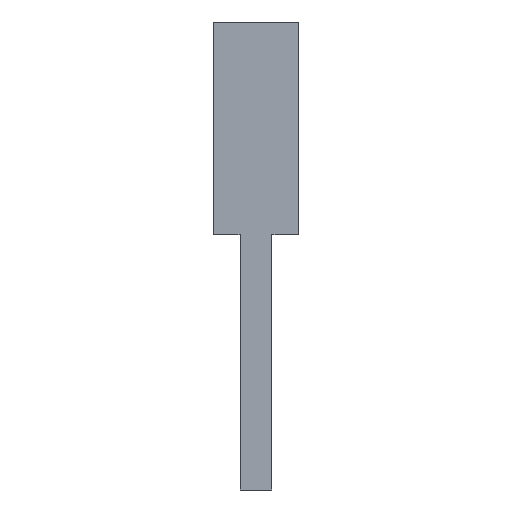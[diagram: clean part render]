
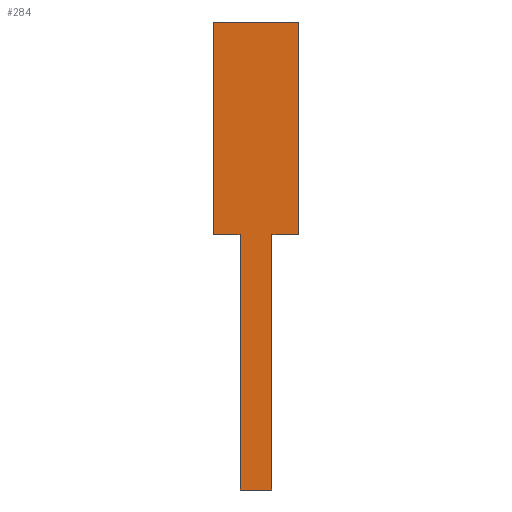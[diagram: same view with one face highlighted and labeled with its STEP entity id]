
A CAD part, left-side view. The second image highlights one B-rep face of the part: STEP entity #284.
In plain terms, the highlighted planar face has unit normal (-1, 0, 0).
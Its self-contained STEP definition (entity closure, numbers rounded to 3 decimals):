
#1 = VECTOR ( 'NONE', #31, 1000. ) ;
#6 = ORIENTED_EDGE ( 'NONE', *, *, #132, .F. ) ;
#14 = ORIENTED_EDGE ( 'NONE', *, *, #33, .F. ) ;
#19 = CARTESIAN_POINT ( 'NONE',  ( -6., -0.75, -22. ) ) ;
#21 = CARTESIAN_POINT ( 'NONE',  ( -6., -0.75, -10. ) ) ;
#22 = ORIENTED_EDGE ( 'NONE', *, *, #140, .F. ) ;
#25 = CARTESIAN_POINT ( 'NONE',  ( -6., -2., -10. ) ) ;
#26 = EDGE_LOOP ( 'NONE', ( #302, #232, #246, #22, #14, #6, #58, #278 ) ) ;
#31 = DIRECTION ( 'NONE',  ( 0., 0., -1. ) ) ;
#33 = EDGE_CURVE ( 'NONE', #199, #167, #155, .T. ) ;
#57 = VECTOR ( 'NONE', #99, 1000. ) ;
#58 = ORIENTED_EDGE ( 'NONE', *, *, #157, .F. ) ;
#71 = DIRECTION ( 'NONE',  ( 0., 1., 0. ) ) ;
#73 = DIRECTION ( 'NONE',  ( 0., 0., -1. ) ) ;
#76 = DIRECTION ( 'NONE',  ( 0., 1., 0. ) ) ;
#79 = CARTESIAN_POINT ( 'NONE',  ( -6., -0.75, -10. ) ) ;
#86 = CARTESIAN_POINT ( 'NONE',  ( -6., 0., 0. ) ) ;
#88 = LINE ( 'NONE', #21, #318 ) ;
#89 = VECTOR ( 'NONE', #71, 1000. ) ;
#99 = DIRECTION ( 'NONE',  ( 0., 0., 1. ) ) ;
#100 = CARTESIAN_POINT ( 'NONE',  ( -6., 2., 0. ) ) ;
#105 = LINE ( 'NONE', #149, #1 ) ;
#116 = VERTEX_POINT ( 'NONE', #190 ) ;
#121 = CARTESIAN_POINT ( 'NONE',  ( -6., 0.75, -22. ) ) ;
#124 = VERTEX_POINT ( 'NONE', #327 ) ;
#127 = VECTOR ( 'NONE', #142, 1000. ) ;
#132 = EDGE_CURVE ( 'NONE', #116, #199, #88, .T. ) ;
#140 = EDGE_CURVE ( 'NONE', #167, #191, #233, .T. ) ;
#142 = DIRECTION ( 'NONE',  ( 0., -1., 0. ) ) ;
#148 = CARTESIAN_POINT ( 'NONE',  ( -6., 2., -10. ) ) ;
#149 = CARTESIAN_POINT ( 'NONE',  ( -6., -2., -10. ) ) ;
#155 = LINE ( 'NONE', #298, #89 ) ;
#157 = EDGE_CURVE ( 'NONE', #224, #116, #166, .T. ) ;
#166 = LINE ( 'NONE', #79, #276 ) ;
#167 = VERTEX_POINT ( 'NONE', #200 ) ;
#174 = CARTESIAN_POINT ( 'NONE',  ( -6., 2., -10. ) ) ;
#178 = FACE_OUTER_BOUND ( 'NONE', #26, .T. ) ;
#190 = CARTESIAN_POINT ( 'NONE',  ( -6., -0.75, -10. ) ) ;
#191 = VERTEX_POINT ( 'NONE', #306 ) ;
#194 = CARTESIAN_POINT ( 'NONE',  ( -6., 2., -10. ) ) ;
#195 = CARTESIAN_POINT ( 'NONE',  ( -6., 2., 0. ) ) ;
#196 = LINE ( 'NONE', #194, #256 ) ;
#199 = VERTEX_POINT ( 'NONE', #19 ) ;
#200 = CARTESIAN_POINT ( 'NONE',  ( -6., 0.75, -22. ) ) ;
#202 = PLANE ( 'NONE',  #292 ) ;
#209 = VERTEX_POINT ( 'NONE', #148 ) ;
#210 = EDGE_CURVE ( 'NONE', #191, #209, #196, .T. ) ;
#224 = VERTEX_POINT ( 'NONE', #25 ) ;
#227 = DIRECTION ( 'NONE',  ( 0., 0., 1. ) ) ;
#228 = EDGE_CURVE ( 'NONE', #209, #260, #325, .T. ) ;
#232 = ORIENTED_EDGE ( 'NONE', *, *, #228, .F. ) ;
#233 = LINE ( 'NONE', #121, #244 ) ;
#239 = LINE ( 'NONE', #100, #127 ) ;
#243 = EDGE_CURVE ( 'NONE', #260, #124, #239, .T. ) ;
#244 = VECTOR ( 'NONE', #328, 1000. ) ;
#246 = ORIENTED_EDGE ( 'NONE', *, *, #210, .F. ) ;
#256 = VECTOR ( 'NONE', #332, 1000. ) ;
#260 = VERTEX_POINT ( 'NONE', #195 ) ;
#276 = VECTOR ( 'NONE', #76, 1000. ) ;
#278 = ORIENTED_EDGE ( 'NONE', *, *, #280, .F. ) ;
#280 = EDGE_CURVE ( 'NONE', #124, #224, #105, .T. ) ;
#284 = ADVANCED_FACE ( 'NONE', ( #178 ), #202, .T. ) ;
#292 = AXIS2_PLACEMENT_3D ( 'NONE', #86, #310, #227 ) ;
#298 = CARTESIAN_POINT ( 'NONE',  ( -6., -0.75, -22. ) ) ;
#302 = ORIENTED_EDGE ( 'NONE', *, *, #243, .F. ) ;
#306 = CARTESIAN_POINT ( 'NONE',  ( -6., 0.75, -10. ) ) ;
#310 = DIRECTION ( 'NONE',  ( -1., 0., 0. ) ) ;
#318 = VECTOR ( 'NONE', #73, 1000. ) ;
#325 = LINE ( 'NONE', #174, #57 ) ;
#327 = CARTESIAN_POINT ( 'NONE',  ( -6., -2., 0. ) ) ;
#328 = DIRECTION ( 'NONE',  ( 0., 0., 1. ) ) ;
#332 = DIRECTION ( 'NONE',  ( 0., 1., 0. ) ) ;
